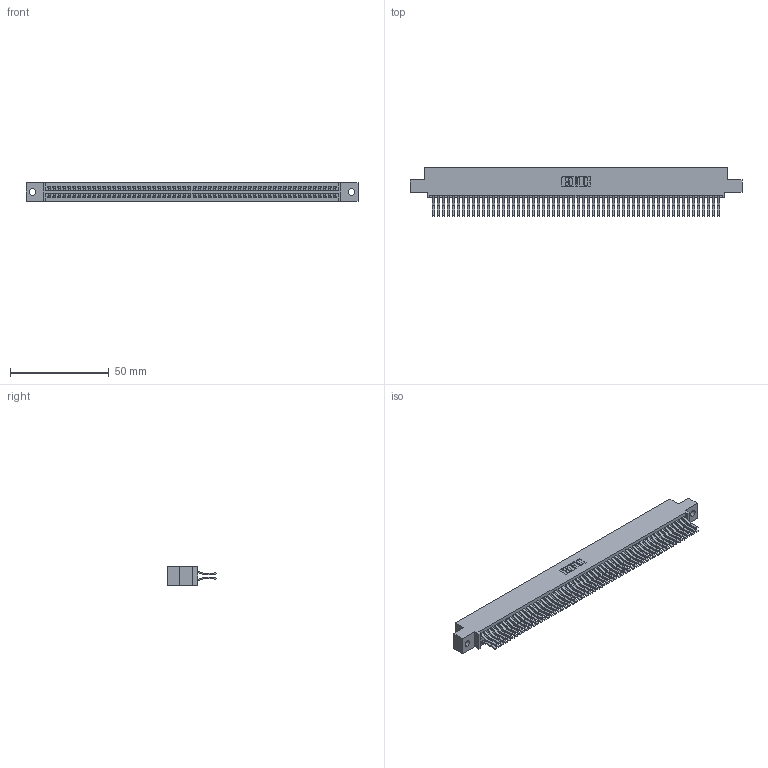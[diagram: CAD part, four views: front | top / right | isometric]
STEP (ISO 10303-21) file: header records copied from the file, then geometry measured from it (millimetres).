
FILE_DESCRIPTION (( 'STEP AP203' ), '1' );
FILE_NAME ('345-116-560-502.STEP', '2018-10-18T20:33:14', ( '' ), ( '' ), 'SwSTEP 2.0', 'SolidWorks 2016', '' );
FILE_SCHEMA (( 'CONFIG_CONTROL_DESIGN' ));
Length unit declared in the file: inch
Products named in the file (3): 345 Part_0.110 Offset - 0.128 Dia; 345-292-001_560 Tail; 345-116-560-502
Assembly tree (117 placements, depth 2):
  345-116-560-502
    345 Part_0.110 Offset - 0.128 Dia
    345-292-001_560 Tail  x116
Bounding box: 168.53 x 24.45 x 9.4 mm (x, y, z)
Volume: 17169.9 mm3; surface area: 27465.5 mm2
Topology: 117 solids, 117 shells, 6162 faces, 18333 edges, 12066 vertices
Faces by surface type: plane 3912, cylinder 2250
Entity records: 43577 total; most frequent: CARTESIAN_POINT 7292, ORIENTED_EDGE 7226, DIRECTION 6413, EDGE_CURVE 3613, LINE 3245, VECTOR 3245, VERTEX_POINT 2406, AXIS2_PLACEMENT_3D 1584
